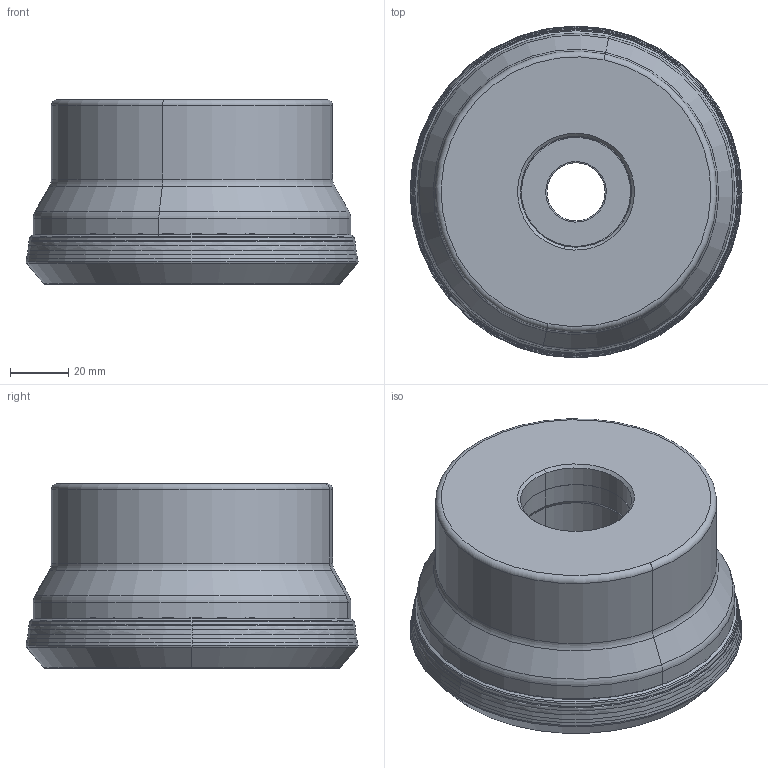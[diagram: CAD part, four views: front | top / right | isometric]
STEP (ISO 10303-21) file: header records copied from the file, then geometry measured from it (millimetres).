
FILE_DESCRIPTION(/* description */ (''),/* implementation_level */ '2;1');
FILE_NAME(/* name */ 'AHX640SUR0407EA_IR0_031.stp',/* time_stamp */ '2021-02-02T08:17:45+09:00',/* author */ (''),/* organization */ (''),/* preprocessor_version */ 'ST-DEVELOPER v16',/* originating_system */ 'SIEMENS PLM Software NX 10.0',/* authorisation */ '');
FILE_SCHEMA (('AUTOMOTIVE_DESIGN { 1 0 10303 214 3 1 1 1 }'));
Length unit declared in the file: millimetre
Products named in the file (1): AHX640SUR0407EA_IR0_031_ASM
Bounding box: 114.15 x 114.15 x 63.5 mm (x, y, z)
Volume: 519541 mm3; surface area: 60852.2 mm2
Topology: 2 solids, 2 shells, 201 faces, 513 edges, 393 vertices
Faces by surface type: torus 70, revolution 54, cone 36, bspline 20, cylinder 14, plane 7
Entity records: 7494 total; most frequent: CARTESIAN_POINT 2432, DIRECTION 1098, ORIENTED_EDGE 884, AXIS2_PLACEMENT_3D 492, EDGE_CURVE 442, CIRCLE 354, VERTEX_POINT 248, EDGE_LOOP 208
